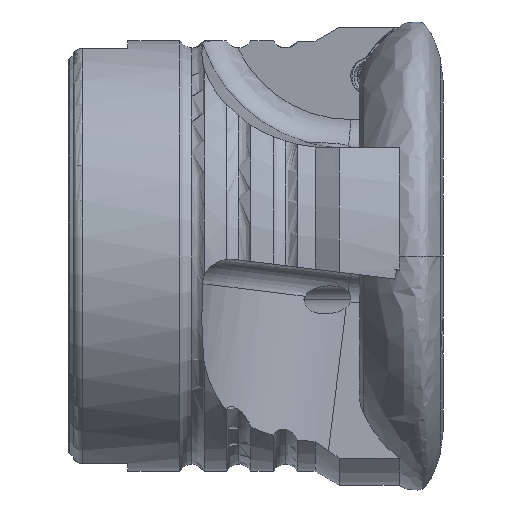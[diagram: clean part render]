
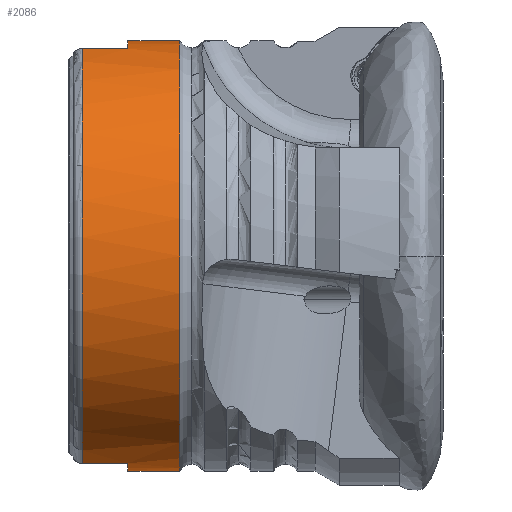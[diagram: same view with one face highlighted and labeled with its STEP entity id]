
A CAD part, front view. The second image highlights one B-rep face of the part: STEP entity #2086.
In plain terms, the highlighted cylindrical face has radius 23 mm (diameter 46 mm), a partial arc.
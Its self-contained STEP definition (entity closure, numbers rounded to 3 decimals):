
#688 = FACE_OUTER_BOUND ( 'NONE', #5575, .T. ) ;
#693 = CYLINDRICAL_SURFACE ( 'NONE', #4545, 23. ) ;
#1874 = VERTEX_POINT ( 'NONE', #7527 ) ;
#1893 = VERTEX_POINT ( 'NONE', #6738 ) ;
#1941 = VERTEX_POINT ( 'NONE', #6775 ) ;
#1942 = VERTEX_POINT ( 'NONE', #6769 ) ;
#2086 = ADVANCED_FACE ( 'NONE', ( #688 ), #693, .T. ) ;
#2239 = CARTESIAN_POINT ( 'NONE',  ( -37.92, 0., 0. ) ) ;
#2240 = DIRECTION ( 'NONE',  ( 1., 0., 0. ) ) ;
#2241 = DIRECTION ( 'NONE',  ( 0., 0., -1. ) ) ;
#2785 = CARTESIAN_POINT ( 'NONE',  ( -27.52, 0., 0. ) ) ;
#2786 = DIRECTION ( 'NONE',  ( 1., 0., 0. ) ) ;
#2787 = DIRECTION ( 'NONE',  ( 0., 0., -1. ) ) ;
#2849 = CARTESIAN_POINT ( 'NONE',  ( 0., 0., -23. ) ) ;
#2850 = DIRECTION ( 'NONE',  ( 1., 0., 0. ) ) ;
#3028 = CARTESIAN_POINT ( 'NONE',  ( 0., 0., 23. ) ) ;
#3030 = DIRECTION ( 'NONE',  ( 1., 0., 0. ) ) ;
#4010 = DIRECTION ( 'NONE',  ( 1., 0., 0. ) ) ;
#4012 = CARTESIAN_POINT ( 'NONE',  ( 0., -6.156, -22.161 ) ) ;
#4021 = CARTESIAN_POINT ( 'NONE',  ( 0., -6.156, 22.161 ) ) ;
#4022 = CARTESIAN_POINT ( 'NONE',  ( -33.07, 0., 0. ) ) ;
#4024 = DIRECTION ( 'NONE',  ( -1., 0., 0. ) ) ;
#4026 = DIRECTION ( 'NONE',  ( 0., 0., -1. ) ) ;
#4029 = DIRECTION ( 'NONE',  ( -1., 0., 0. ) ) ;
#4038 = CARTESIAN_POINT ( 'NONE',  ( -33.07, 0., 0. ) ) ;
#4039 = DIRECTION ( 'NONE',  ( -1., 0., 0. ) ) ;
#4041 = DIRECTION ( 'NONE',  ( 0., 0., -1. ) ) ;
#4165 = LINE ( 'NONE', #4021, #4171 ) ;
#4166 = LINE ( 'NONE', #4012, #4169 ) ;
#4167 = CIRCLE ( 'NONE', #4686, 23. ) ;
#4169 = VECTOR ( 'NONE', #4010, 1000. ) ;
#4170 = CIRCLE ( 'NONE', #4687, 23. ) ;
#4171 = VECTOR ( 'NONE', #4029, 1000. ) ;
#4176 = CIRCLE ( 'NONE', #4694, 23. ) ;
#4215 = CIRCLE ( 'NONE', #4714, 23. ) ;
#4232 = LINE ( 'NONE', #2849, #4233 ) ;
#4233 = VECTOR ( 'NONE', #2850, 1000. ) ;
#4241 = LINE ( 'NONE', #3028, #4242 ) ;
#4242 = VECTOR ( 'NONE', #3030, 1000. ) ;
#4545 = AXIS2_PLACEMENT_3D ( 'NONE', #6556, #6557, #6559 ) ;
#4686 = AXIS2_PLACEMENT_3D ( 'NONE', #4022, #4024, #4026 ) ;
#4687 = AXIS2_PLACEMENT_3D ( 'NONE', #4038, #4039, #4041 ) ;
#4694 = AXIS2_PLACEMENT_3D ( 'NONE', #2239, #2240, #2241 ) ;
#4714 = AXIS2_PLACEMENT_3D ( 'NONE', #2785, #2786, #2787 ) ;
#5286 = CARTESIAN_POINT ( 'NONE',  ( -33.07, 0., 23. ) ) ;
#5309 = CARTESIAN_POINT ( 'NONE',  ( -33.07, 0., -23. ) ) ;
#5311 = CARTESIAN_POINT ( 'NONE',  ( -27.52, 0., 23. ) ) ;
#5312 = CARTESIAN_POINT ( 'NONE',  ( -27.52, 0., -23. ) ) ;
#5575 = EDGE_LOOP ( 'NONE', ( #5742, #5631, #5740, #5669, #5780, #5704, #5605, #7730 ) ) ;
#5605 = ORIENTED_EDGE ( 'NONE', *, *, #7009, .T. ) ;
#5631 = ORIENTED_EDGE ( 'NONE', *, *, #6900, .F. ) ;
#5669 = ORIENTED_EDGE ( 'NONE', *, *, #6922, .T. ) ;
#5704 = ORIENTED_EDGE ( 'NONE', *, *, #6897, .F. ) ;
#5740 = ORIENTED_EDGE ( 'NONE', *, *, #6899, .T. ) ;
#5742 = ORIENTED_EDGE ( 'NONE', *, *, #7030, .F. ) ;
#5780 = ORIENTED_EDGE ( 'NONE', *, *, #6898, .T. ) ;
#6212 = VERTEX_POINT ( 'NONE', #5286 ) ;
#6237 = VERTEX_POINT ( 'NONE', #5309 ) ;
#6239 = VERTEX_POINT ( 'NONE', #5311 ) ;
#6240 = VERTEX_POINT ( 'NONE', #5312 ) ;
#6556 = CARTESIAN_POINT ( 'NONE',  ( 0., 0., 0. ) ) ;
#6557 = DIRECTION ( 'NONE',  ( 1., 0., 0. ) ) ;
#6559 = DIRECTION ( 'NONE',  ( 0., 0., -1. ) ) ;
#6738 = CARTESIAN_POINT ( 'NONE',  ( -37.92, -6.156, 22.161 ) ) ;
#6769 = CARTESIAN_POINT ( 'NONE',  ( -33.07, -6.156, 22.161 ) ) ;
#6775 = CARTESIAN_POINT ( 'NONE',  ( -33.07, -6.156, -22.161 ) ) ;
#6897 = EDGE_CURVE ( 'NONE', #6237, #1941, #4167, .T. ) ;
#6898 = EDGE_CURVE ( 'NONE', #1874, #1941, #4166, .T. ) ;
#6899 = EDGE_CURVE ( 'NONE', #1942, #1893, #4165, .T. ) ;
#6900 = EDGE_CURVE ( 'NONE', #1942, #6212, #4170, .T. ) ;
#6922 = EDGE_CURVE ( 'NONE', #1893, #1874, #4176, .T. ) ;
#6991 = EDGE_CURVE ( 'NONE', #6239, #6240, #4215, .T. ) ;
#7009 = EDGE_CURVE ( 'NONE', #6237, #6240, #4232, .T. ) ;
#7030 = EDGE_CURVE ( 'NONE', #6212, #6239, #4241, .T. ) ;
#7527 = CARTESIAN_POINT ( 'NONE',  ( -37.92, -6.156, -22.161 ) ) ;
#7730 = ORIENTED_EDGE ( 'NONE', *, *, #6991, .F. ) ;
